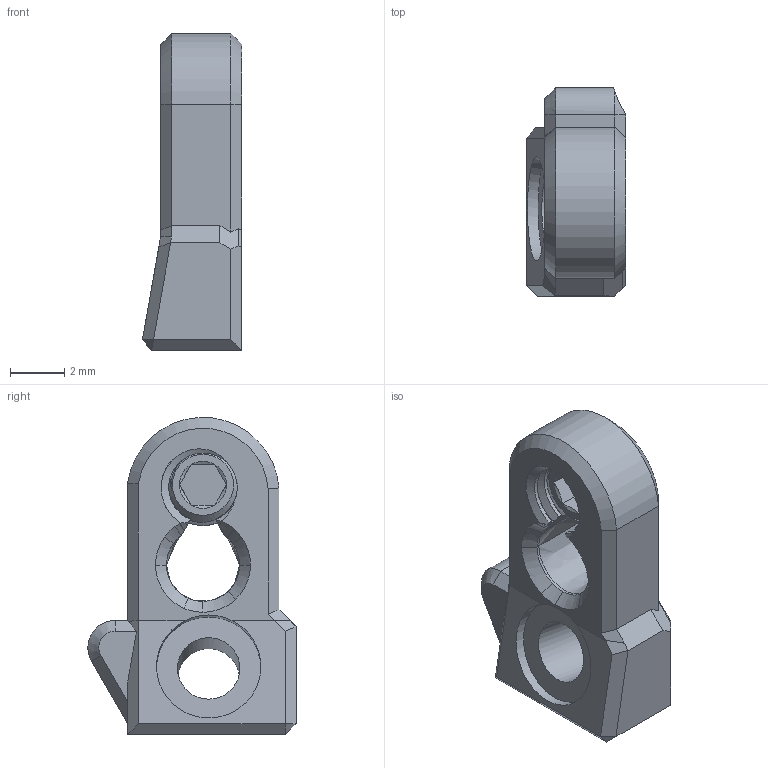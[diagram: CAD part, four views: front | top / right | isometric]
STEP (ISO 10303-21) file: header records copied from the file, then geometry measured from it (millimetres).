
FILE_DESCRIPTION(/* description */ (''),/* implementation_level */ '2;1');
FILE_NAME(/* name */ 'Trap_M3x3_C56.step',/* time_stamp */ '2024-08-20T18:46:32+02:00',/* author */ (''),/* organization */ (''),/* preprocessor_version */ 'ST-DEVELOPER v20',/* originating_system */ 'Autodesk Translation Framework v13.14.0.145',/* authorisation */ '');
FILE_SCHEMA (('AUTOMOTIVE_DESIGN { 1 0 10303 214 3 1 1 }'));
Length unit declared in the file: millimetre
Products named in the file (2): Trap_M3x3_C55 v5 (1); 93245A097_Alloy Steel Flat-Tip Set Screws (2)
Assembly tree (1 placements, depth 2):
  Trap_M3x3_C55 v5 (1)
    93245A097_Alloy Steel Flat-Tip Set Screws (2)
Bounding box: 3.65 x 7.67 x 11.68 mm (x, y, z)
Volume: 159.5 mm3; surface area: 321.1 mm2
Topology: 2 solids, 2 shells, 155 faces, 420 edges, 270 vertices
Faces by surface type: plane 75, bspline 44, cylinder 25, cone 11
Full cylindrical faces by diameter (mm): 2.3 x1, 2.35 x3, 3 x2, 3.85 x1
Entity records: 7569 total; most frequent: CARTESIAN_POINT 4135, ORIENTED_EDGE 840, DIRECTION 489, EDGE_CURVE 420, VERTEX_POINT 270, B_SPLINE_CURVE_WITH_KNOTS 190, LINE 163, VECTOR 163
